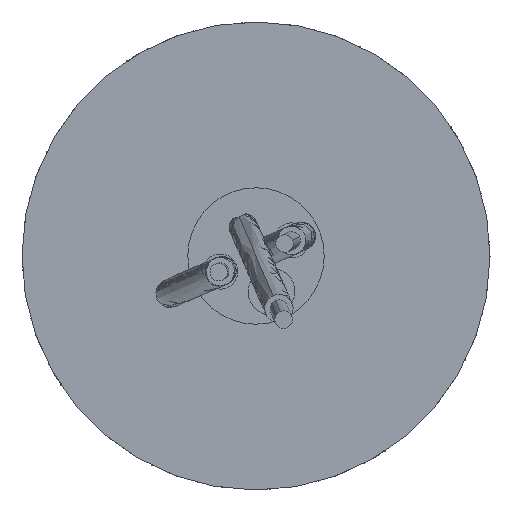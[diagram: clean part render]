
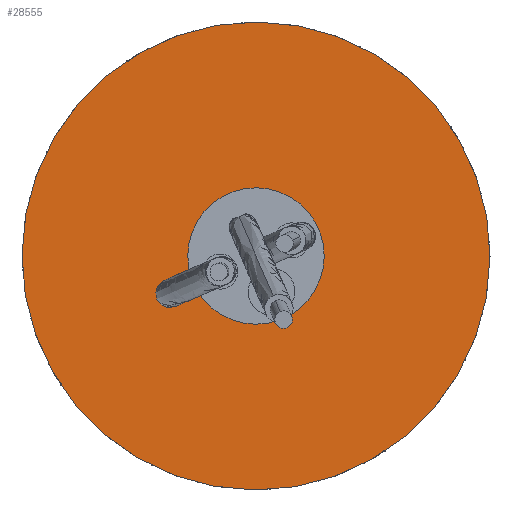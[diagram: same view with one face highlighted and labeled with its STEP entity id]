
A CAD part, front view. The second image highlights one B-rep face of the part: STEP entity #28555.
In plain terms, the highlighted planar face has unit normal (0, -1, 0).
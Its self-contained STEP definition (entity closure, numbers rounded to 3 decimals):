
#20 = CARTESIAN_POINT ( 'NONE',  ( 0., 0.195, 0. ) ) ;
#2357 = DIRECTION ( 'NONE',  ( 0., -1., 0. ) ) ;
#2835 = EDGE_CURVE ( 'NONE', #10147, #15171, #17854, .T. ) ;
#3129 = DIRECTION ( 'NONE',  ( 0., 0., -1. ) ) ;
#4463 = EDGE_CURVE ( 'NONE', #15171, #10147, #39115, .T. ) ;
#4764 = CARTESIAN_POINT ( 'NONE',  ( 0., 0.195, 1.75 ) ) ;
#6095 = FACE_BOUND ( 'NONE', #23212, .T. ) ;
#7435 = AXIS2_PLACEMENT_3D ( 'NONE', #20814, #2357, #23892 ) ;
#9309 = ORIENTED_EDGE ( 'NONE', *, *, #2835, .F. ) ;
#9442 = ORIENTED_EDGE ( 'NONE', *, *, #39439, .F. ) ;
#9630 = DIRECTION ( 'NONE',  ( 0., 1., 0. ) ) ;
#10147 = VERTEX_POINT ( 'NONE', #27657 ) ;
#12336 = DIRECTION ( 'NONE',  ( 0., 1., 0. ) ) ;
#15155 = CARTESIAN_POINT ( 'NONE',  ( -42.812, 0.195, -6.257 ) ) ;
#15171 = VERTEX_POINT ( 'NONE', #39154 ) ;
#16359 = DIRECTION ( 'NONE',  ( 0., 1., 0. ) ) ;
#17854 = CIRCLE ( 'NONE', #24056, 6. ) ;
#19046 = AXIS2_PLACEMENT_3D ( 'NONE', #15155, #12336, #33816 ) ;
#20814 = CARTESIAN_POINT ( 'NONE',  ( 0., 0.195, 0. ) ) ;
#21591 = DIRECTION ( 'NONE',  ( 0., -1., 0. ) ) ;
#21706 = AXIS2_PLACEMENT_3D ( 'NONE', #20, #21591, #3129 ) ;
#22482 = FACE_OUTER_BOUND ( 'NONE', #23324, .T. ) ;
#23212 = EDGE_LOOP ( 'NONE', ( #33823, #9442 ) ) ;
#23324 = EDGE_LOOP ( 'NONE', ( #9309, #39346 ) ) ;
#23892 = DIRECTION ( 'NONE',  ( 0., 0., -1. ) ) ;
#24056 = AXIS2_PLACEMENT_3D ( 'NONE', #34734, #16359, #37864 ) ;
#27520 = PLANE ( 'NONE',  #19046 ) ;
#27657 = CARTESIAN_POINT ( 'NONE',  ( 0., 0.195, -6. ) ) ;
#28036 = CARTESIAN_POINT ( 'NONE',  ( 0., 0.195, 0. ) ) ;
#28555 = ADVANCED_FACE ( 'NONE', ( #22482, #6095 ), #27520, .F. ) ;
#29982 = CIRCLE ( 'NONE', #21706, 1.75 ) ;
#30268 = EDGE_CURVE ( 'NONE', #34393, #33321, #29982, .T. ) ;
#31130 = DIRECTION ( 'NONE',  ( 0., 0., 1. ) ) ;
#33321 = VERTEX_POINT ( 'NONE', #4764 ) ;
#33579 = AXIS2_PLACEMENT_3D ( 'NONE', #28036, #9630, #31130 ) ;
#33816 = DIRECTION ( 'NONE',  ( 0., 0., 1. ) ) ;
#33823 = ORIENTED_EDGE ( 'NONE', *, *, #30268, .F. ) ;
#34393 = VERTEX_POINT ( 'NONE', #39764 ) ;
#34734 = CARTESIAN_POINT ( 'NONE',  ( 0., 0.195, 0. ) ) ;
#37864 = DIRECTION ( 'NONE',  ( 0., 0., 1. ) ) ;
#37979 = CIRCLE ( 'NONE', #7435, 1.75 ) ;
#39115 = CIRCLE ( 'NONE', #33579, 6. ) ;
#39154 = CARTESIAN_POINT ( 'NONE',  ( 0., 0.195, 6. ) ) ;
#39346 = ORIENTED_EDGE ( 'NONE', *, *, #4463, .F. ) ;
#39439 = EDGE_CURVE ( 'NONE', #33321, #34393, #37979, .T. ) ;
#39764 = CARTESIAN_POINT ( 'NONE',  ( 0., 0.195, -1.75 ) ) ;
